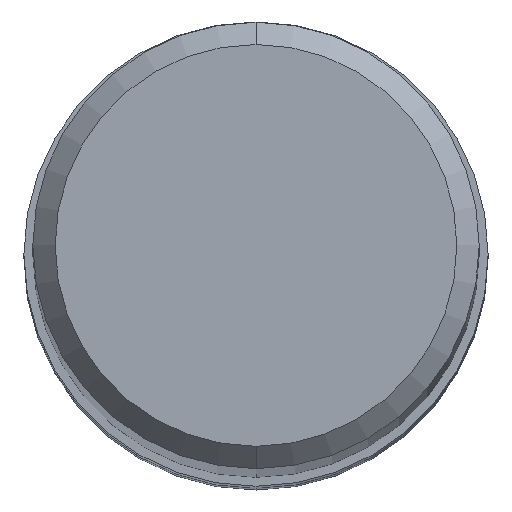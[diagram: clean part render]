
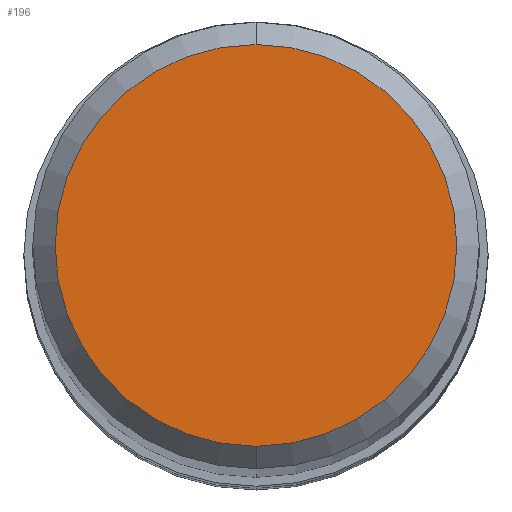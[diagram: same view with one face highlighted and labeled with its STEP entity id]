
A CAD part, top view. The second image highlights one B-rep face of the part: STEP entity #196.
In plain terms, the highlighted planar face has unit normal (0, 0, 1).
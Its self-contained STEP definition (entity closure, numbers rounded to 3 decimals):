
#196=ADVANCED_FACE('',(#493),#494,.T.);
#198=VERTEX_POINT('',#496);
#230=EDGE_CURVE('',#304,#198,#531,.T.);
#304=VERTEX_POINT('',#609);
#404=EDGE_CURVE('',#198,#304,#721,.T.);
#493=FACE_OUTER_BOUND('',#908,.T.);
#494=PLANE('',#909);
#496=CARTESIAN_POINT('',(0.,-4.5,0.0));
#531=CIRCLE('',#988,4.5);
#609=CARTESIAN_POINT('',(0.0,4.5,0.0));
#721=CIRCLE('',#1343,4.5);
#908=EDGE_LOOP('',(#1459,#1460));
#909=AXIS2_PLACEMENT_3D('',#1461,#1462,#1463);
#988=AXIS2_PLACEMENT_3D('',#1490,#1491,#1492);
#1343=AXIS2_PLACEMENT_3D('',#1705,#1706,#1707);
#1459=ORIENTED_EDGE('',*,*,#230,.F.);
#1460=ORIENTED_EDGE('',*,*,#404,.F.);
#1461=CARTESIAN_POINT('',(0.0,2.25,0.0));
#1462=DIRECTION('',(-0.0,0.0,1.0));
#1463=DIRECTION('',(0.0,-1.0,0.0));
#1490=CARTESIAN_POINT('',(0.0,0.0,0.0));
#1491=DIRECTION('',(0.0,0.0,-1.0));
#1492=DIRECTION('',(0.0,1.0,0.0));
#1705=CARTESIAN_POINT('',(0.0,0.0,0.0));
#1706=DIRECTION('',(0.0,0.0,-1.0));
#1707=DIRECTION('',(0.0,1.0,0.0));
